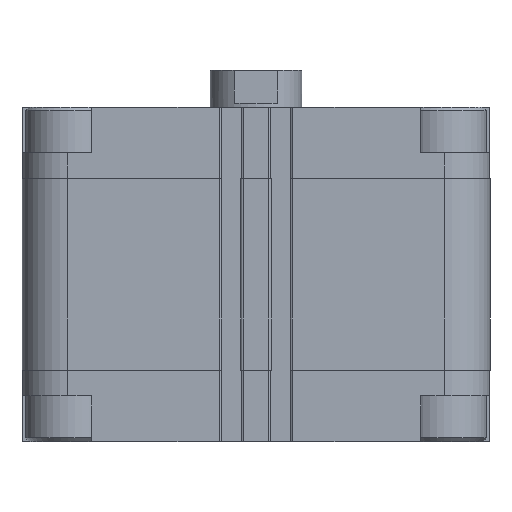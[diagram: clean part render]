
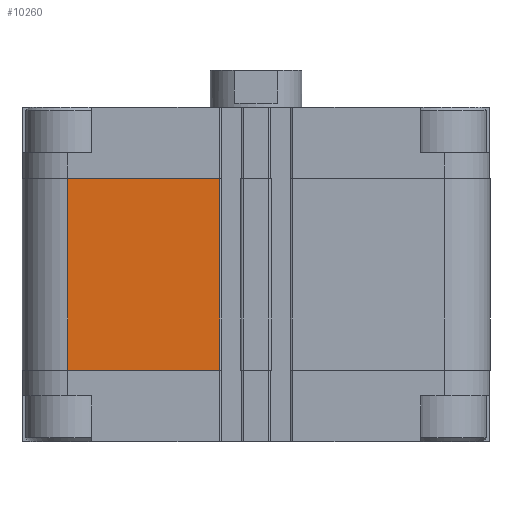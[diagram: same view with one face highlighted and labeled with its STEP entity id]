
A CAD part, front view. The second image highlights one B-rep face of the part: STEP entity #10260.
In plain terms, the highlighted face is planar.
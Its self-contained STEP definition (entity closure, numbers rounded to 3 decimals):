
#1976=ORIENTED_EDGE('',*,*,#4568,.F.);
#1977=ORIENTED_EDGE('',*,*,#4653,.F.);
#1978=ORIENTED_EDGE('',*,*,#4263,.T.);
#1979=ORIENTED_EDGE('',*,*,#4654,.T.);
#4263=EDGE_CURVE('',#5753,#5752,#6640,.T.);
#4568=EDGE_CURVE('',#5945,#5946,#6856,.T.);
#4653=EDGE_CURVE('',#5753,#5945,#6910,.T.);
#4654=EDGE_CURVE('',#5752,#5946,#6911,.T.);
#5752=VERTEX_POINT('',#15717);
#5753=VERTEX_POINT('',#15719);
#5945=VERTEX_POINT('',#16320);
#5946=VERTEX_POINT('',#16322);
#6640=LINE('',#15718,#7592);
#6856=LINE('',#16321,#7808);
#6910=LINE('',#16492,#7862);
#6911=LINE('',#16494,#7863);
#7592=VECTOR('',#12172,1000.);
#7808=VECTOR('',#12776,1000.);
#7862=VECTOR('',#12954,1000.);
#7863=VECTOR('',#12957,1000.);
#8466=EDGE_LOOP('',(#1976,#1977,#1978,#1979));
#9172=FACE_BOUND('',#8466,.T.);
#9796=PLANE('',#11080);
#10260=ADVANCED_FACE('',(#9172),#9796,.T.);
#11080=AXIS2_PLACEMENT_3D('',#16493,#12955,#12956);
#12172=DIRECTION('',(-1.,0.,0.));
#12776=DIRECTION('',(-1.,0.,0.));
#12954=DIRECTION('',(0.,0.,1.));
#12955=DIRECTION('',(0.,1.,0.));
#12956=DIRECTION('',(0.,0.,1.));
#12957=DIRECTION('',(0.,0.,1.));
#15717=CARTESIAN_POINT('',(9.95,64.,-72.));
#15718=CARTESIAN_POINT('',(51.5,64.,-72.));
#15719=CARTESIAN_POINT('',(51.5,64.,-72.));
#16320=CARTESIAN_POINT('',(51.5,64.,-19.5));
#16321=CARTESIAN_POINT('',(51.5,64.,-19.5));
#16322=CARTESIAN_POINT('',(9.95,64.,-19.5));
#16492=CARTESIAN_POINT('',(51.5,64.,-72.));
#16493=CARTESIAN_POINT('',(51.5,64.,-72.));
#16494=CARTESIAN_POINT('',(9.95,64.,-72.));
